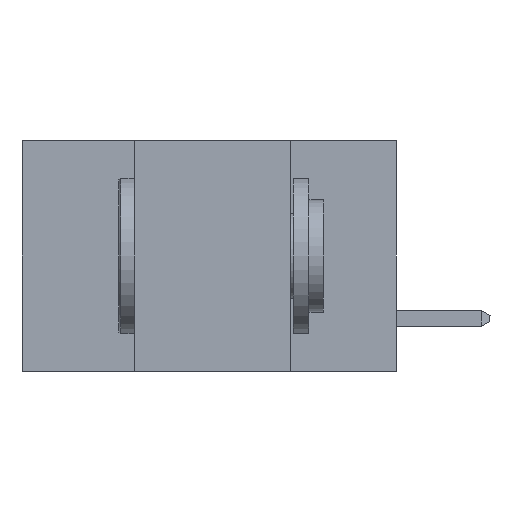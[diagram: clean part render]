
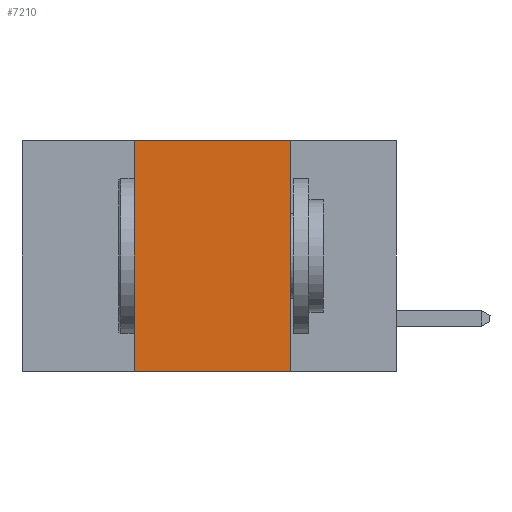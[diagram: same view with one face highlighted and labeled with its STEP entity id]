
A CAD part, left-side view. The second image highlights one B-rep face of the part: STEP entity #7210.
In plain terms, the highlighted planar face has unit normal (-1, 0, 0).
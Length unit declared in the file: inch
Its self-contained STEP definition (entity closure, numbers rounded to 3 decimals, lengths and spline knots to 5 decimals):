
#186 = EDGE_CURVE ( 'NONE', #5728, #5887, #8131, .T. ) ;
#712 = VECTOR ( 'NONE', #1240, 39.37008 ) ;
#778 = EDGE_CURVE ( 'NONE', #5728, #7732, #8709, .T. ) ;
#950 = ORIENTED_EDGE ( 'NONE', *, *, #186, .T. ) ;
#1240 = DIRECTION ( 'NONE',  ( 0., 0., -1. ) ) ;
#1332 = EDGE_CURVE ( 'NONE', #7732, #5063, #8104, .T. ) ;
#1621 = CARTESIAN_POINT ( 'NONE',  ( 0., 0.6, -0.37 ) ) ;
#1910 = EDGE_CURVE ( 'NONE', #5063, #5887, #3018, .T. ) ;
#2190 = CARTESIAN_POINT ( 'NONE',  ( 0., 0.6, 0. ) ) ;
#2223 = CARTESIAN_POINT ( 'NONE',  ( 0., 0.17, -0.37 ) ) ;
#2466 = CARTESIAN_POINT ( 'NONE',  ( 0., 0.42, -0.37 ) ) ;
#2622 = DIRECTION ( 'NONE',  ( 0., -1., 0. ) ) ;
#3003 = ORIENTED_EDGE ( 'NONE', *, *, #1910, .F. ) ;
#3018 = LINE ( 'NONE', #9166, #712 ) ;
#3122 = CARTESIAN_POINT ( 'NONE',  ( 0., 0.42, -0.37 ) ) ;
#4142 = DIRECTION ( 'NONE',  ( 0., -1., 0. ) ) ;
#4617 = VECTOR ( 'NONE', #8508, 39.37008 ) ;
#4645 = DIRECTION ( 'NONE',  ( 1., 0., 0. ) ) ;
#5063 = VERTEX_POINT ( 'NONE', #6912 ) ;
#5223 = ORIENTED_EDGE ( 'NONE', *, *, #1332, .F. ) ;
#5728 = VERTEX_POINT ( 'NONE', #3122 ) ;
#5887 = VERTEX_POINT ( 'NONE', #2223 ) ;
#5951 = VECTOR ( 'NONE', #4142, 39.37008 ) ;
#6912 = CARTESIAN_POINT ( 'NONE',  ( 0., 0.17, 0. ) ) ;
#7136 = PLANE ( 'NONE',  #8569 ) ;
#7210 = ADVANCED_FACE ( 'NONE', ( #10062 ), #7136, .F. ) ;
#7424 = ORIENTED_EDGE ( 'NONE', *, *, #778, .F. ) ;
#7514 = EDGE_LOOP ( 'NONE', ( #3003, #5223, #7424, #950 ) ) ;
#7732 = VERTEX_POINT ( 'NONE', #8583 ) ;
#8104 = LINE ( 'NONE', #2190, #10525 ) ;
#8131 = LINE ( 'NONE', #1621, #5951 ) ;
#8508 = DIRECTION ( 'NONE',  ( 0., 0., 1. ) ) ;
#8569 = AXIS2_PLACEMENT_3D ( 'NONE', #8716, #4645, #10208 ) ;
#8583 = CARTESIAN_POINT ( 'NONE',  ( 0., 0.42, 0. ) ) ;
#8709 = LINE ( 'NONE', #2466, #4617 ) ;
#8716 = CARTESIAN_POINT ( 'NONE',  ( 0., 0.6, 0. ) ) ;
#9166 = CARTESIAN_POINT ( 'NONE',  ( 0., 0.17, -0.37 ) ) ;
#10062 = FACE_OUTER_BOUND ( 'NONE', #7514, .T. ) ;
#10208 = DIRECTION ( 'NONE',  ( 0., 0., -1. ) ) ;
#10525 = VECTOR ( 'NONE', #2622, 39.37008 ) ;
